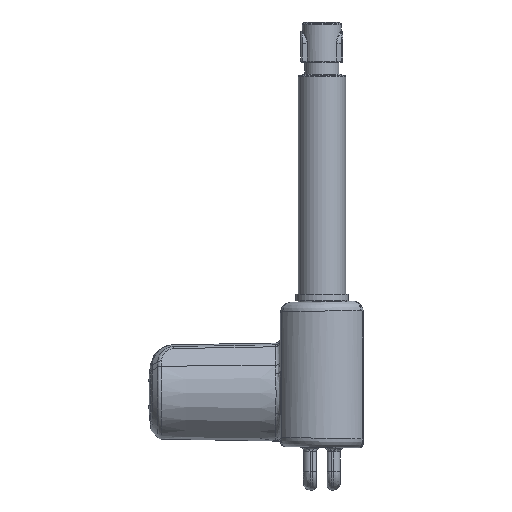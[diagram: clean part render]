
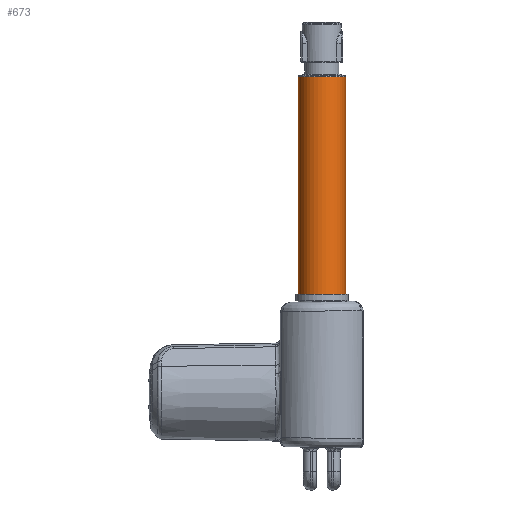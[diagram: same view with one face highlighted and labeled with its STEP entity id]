
A CAD part, front view. The second image highlights one B-rep face of the part: STEP entity #673.
In plain terms, the highlighted cylindrical face has radius 18 mm (diameter 36 mm), a partial arc.
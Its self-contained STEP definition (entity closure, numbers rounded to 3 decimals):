
#164 = CYLINDRICAL_SURFACE ( 'NONE', #10169, 18. ) ;
#673 = ADVANCED_FACE ( 'NONE', ( #7289 ), #164, .T. ) ;
#1592 = DIRECTION ( 'NONE',  ( 0., 0., -1. ) ) ;
#2124 = VECTOR ( 'NONE', #14443, 1000. ) ;
#2424 = DIRECTION ( 'NONE',  ( 0., 0., -1. ) ) ;
#2572 = CIRCLE ( 'NONE', #7342, 18. ) ;
#3896 = CARTESIAN_POINT ( 'NONE',  ( 0., 0., 281.8 ) ) ;
#4123 = CARTESIAN_POINT ( 'NONE',  ( 18., 0., 281.8 ) ) ;
#4778 = LINE ( 'NONE', #12107, #8217 ) ;
#5124 = LINE ( 'NONE', #11682, #2124 ) ;
#6820 = EDGE_CURVE ( 'NONE', #15511, #14963, #5124, .T. ) ;
#7196 = ORIENTED_EDGE ( 'NONE', *, *, #9137, .T. ) ;
#7215 = VERTEX_POINT ( 'NONE', #12881 ) ;
#7289 = FACE_OUTER_BOUND ( 'NONE', #10448, .T. ) ;
#7342 = AXIS2_PLACEMENT_3D ( 'NONE', #10324, #8884, #9071 ) ;
#7394 = EDGE_CURVE ( 'NONE', #7215, #14963, #2572, .T. ) ;
#7785 = CIRCLE ( 'NONE', #17437, 18. ) ;
#8217 = VECTOR ( 'NONE', #16323, 1000. ) ;
#8330 = ORIENTED_EDGE ( 'NONE', *, *, #13723, .T. ) ;
#8884 = DIRECTION ( 'NONE',  ( 0., 0., 1. ) ) ;
#9071 = DIRECTION ( 'NONE',  ( -1., 0., 0. ) ) ;
#9137 = EDGE_CURVE ( 'NONE', #18102, #7215, #4778, .T. ) ;
#9734 = DIRECTION ( 'NONE',  ( -1., 0., 0. ) ) ;
#10169 = AXIS2_PLACEMENT_3D ( 'NONE', #17851, #1592, #13220 ) ;
#10324 = CARTESIAN_POINT ( 'NONE',  ( 0., 0., 116.6 ) ) ;
#10448 = EDGE_LOOP ( 'NONE', ( #18807, #8330, #7196, #12458 ) ) ;
#11682 = CARTESIAN_POINT ( 'NONE',  ( 18., 0., 282.8 ) ) ;
#11729 = CARTESIAN_POINT ( 'NONE',  ( 18., 0., 116.6 ) ) ;
#12107 = CARTESIAN_POINT ( 'NONE',  ( -18., 0., 282.8 ) ) ;
#12192 = CARTESIAN_POINT ( 'NONE',  ( -18., 0., 281.8 ) ) ;
#12458 = ORIENTED_EDGE ( 'NONE', *, *, #7394, .T. ) ;
#12881 = CARTESIAN_POINT ( 'NONE',  ( -18., 0., 116.6 ) ) ;
#13220 = DIRECTION ( 'NONE',  ( -1., 0., 0. ) ) ;
#13723 = EDGE_CURVE ( 'NONE', #15511, #18102, #7785, .T. ) ;
#14443 = DIRECTION ( 'NONE',  ( 0., 0., -1. ) ) ;
#14963 = VERTEX_POINT ( 'NONE', #11729 ) ;
#15511 = VERTEX_POINT ( 'NONE', #4123 ) ;
#16323 = DIRECTION ( 'NONE',  ( 0., 0., -1. ) ) ;
#17437 = AXIS2_PLACEMENT_3D ( 'NONE', #3896, #2424, #9734 ) ;
#17851 = CARTESIAN_POINT ( 'NONE',  ( 0., 0., 282.8 ) ) ;
#18102 = VERTEX_POINT ( 'NONE', #12192 ) ;
#18807 = ORIENTED_EDGE ( 'NONE', *, *, #6820, .F. ) ;
